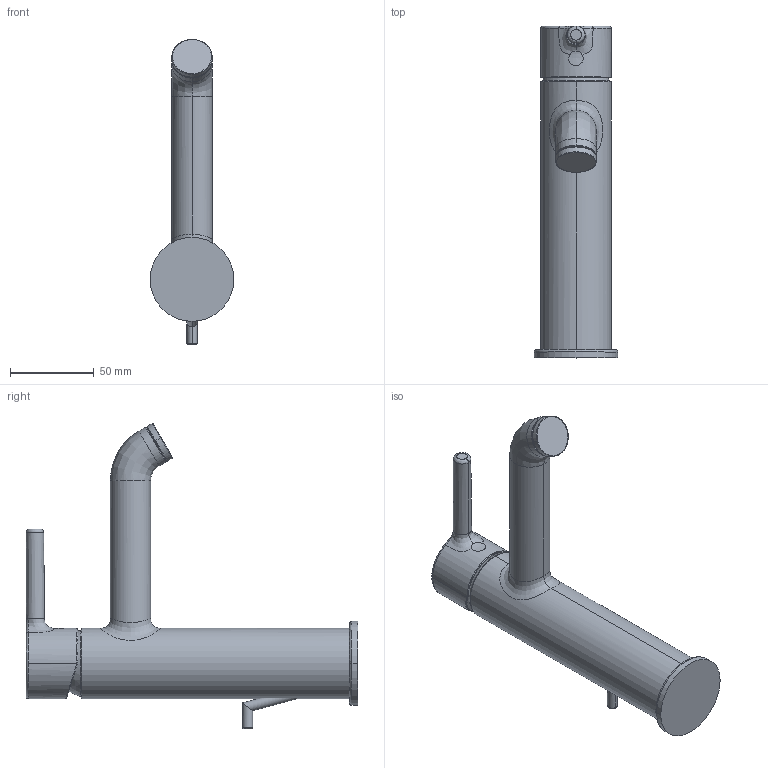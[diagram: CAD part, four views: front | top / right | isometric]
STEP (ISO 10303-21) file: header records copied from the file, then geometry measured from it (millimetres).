
FILE_DESCRIPTION (( 'STEP AP203' ), '1' );
FILE_NAME ('54562207(2022).STEP', '2022-02-08T09:53:15', ( '' ), ( '' ), 'SwSTEP 2.0', 'SolidWorks 2016', '' );
FILE_SCHEMA (( 'CONFIG_CONTROL_DESIGN' ));
Length unit declared in the file: millimetre
Products named in the file (1): 54562207(2022)
Bounding box: 50 x 197.71 x 181.97 mm (x, y, z)
Volume: 344986 mm3; surface area: 51414.2 mm2
Topology: 6 solids, 6 shells, 82 faces, 170 edges, 104 vertices
Faces by surface type: bspline 34, cylinder 24, plane 18, torus 3, cone 2, sphere 1
Entity records: 8252 total; most frequent: CARTESIAN_POINT 6695, ORIENTED_EDGE 336, DIRECTION 248, EDGE_CURVE 168, AXIS2_PLACEMENT_3D 109, VERTEX_POINT 103, EDGE_LOOP 87, ADVANCED_FACE 82
